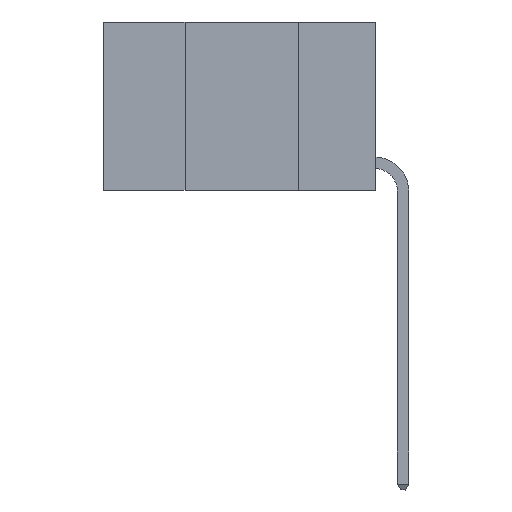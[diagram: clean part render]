
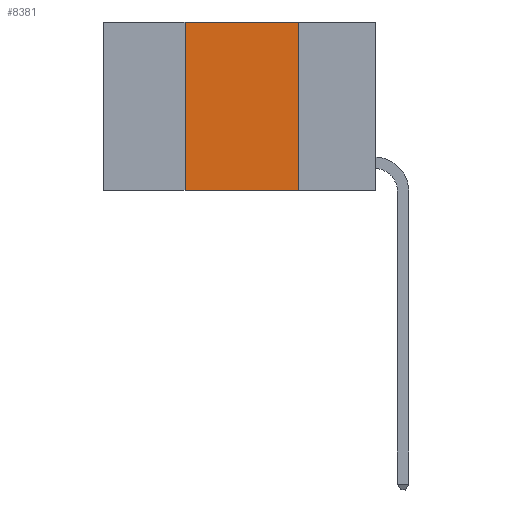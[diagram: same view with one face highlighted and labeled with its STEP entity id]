
A CAD part, left-side view. The second image highlights one B-rep face of the part: STEP entity #8381.
In plain terms, the highlighted planar face has unit normal (-1, 0, 0).
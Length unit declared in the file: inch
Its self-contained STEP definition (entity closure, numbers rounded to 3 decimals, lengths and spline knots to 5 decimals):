
#313 = VECTOR ( 'NONE', #13921, 39.37008 ) ;
#334 = EDGE_CURVE ( 'NONE', #8504, #12022, #11289, .T. ) ;
#1741 = CARTESIAN_POINT ( 'NONE',  ( 0., 0.17, -0.37 ) ) ;
#1805 = CARTESIAN_POINT ( 'NONE',  ( 0., 0.17, 0. ) ) ;
#2129 = VERTEX_POINT ( 'NONE', #1741 ) ;
#2330 = EDGE_LOOP ( 'NONE', ( #14451, #11866, #14620, #15192 ) ) ;
#2535 = VERTEX_POINT ( 'NONE', #11619 ) ;
#3076 = DIRECTION ( 'NONE',  ( 0., 0., -1. ) ) ;
#3373 = CARTESIAN_POINT ( 'NONE',  ( 0., 0.6, 0. ) ) ;
#3810 = CARTESIAN_POINT ( 'NONE',  ( 0., 0.42, 0. ) ) ;
#4549 = VECTOR ( 'NONE', #11653, 39.37008 ) ;
#5068 = VECTOR ( 'NONE', #15770, 39.37008 ) ;
#5656 = CARTESIAN_POINT ( 'NONE',  ( 0., 0.6, -0.37 ) ) ;
#5883 = DIRECTION ( 'NONE',  ( 1., 0., 0. ) ) ;
#6428 = CARTESIAN_POINT ( 'NONE',  ( 0., 0.17, 0. ) ) ;
#6724 = VECTOR ( 'NONE', #3076, 39.37008 ) ;
#8381 = ADVANCED_FACE ( 'NONE', ( #11460 ), #13473, .F. ) ;
#8504 = VERTEX_POINT ( 'NONE', #16203 ) ;
#9698 = EDGE_CURVE ( 'NONE', #2535, #2129, #11410, .T. ) ;
#9954 = LINE ( 'NONE', #3810, #313 ) ;
#11289 = LINE ( 'NONE', #12271, #4549 ) ;
#11410 = LINE ( 'NONE', #5656, #5068 ) ;
#11417 = EDGE_CURVE ( 'NONE', #2535, #8504, #9954, .T. ) ;
#11460 = FACE_OUTER_BOUND ( 'NONE', #2330, .T. ) ;
#11619 = CARTESIAN_POINT ( 'NONE',  ( 0., 0.42, -0.37 ) ) ;
#11653 = DIRECTION ( 'NONE',  ( 0., -1., 0. ) ) ;
#11866 = ORIENTED_EDGE ( 'NONE', *, *, #334, .F. ) ;
#12022 = VERTEX_POINT ( 'NONE', #6428 ) ;
#12242 = EDGE_CURVE ( 'NONE', #12022, #2129, #13460, .T. ) ;
#12271 = CARTESIAN_POINT ( 'NONE',  ( 0., 0.6, 0. ) ) ;
#13460 = LINE ( 'NONE', #1805, #6724 ) ;
#13473 = PLANE ( 'NONE',  #14756 ) ;
#13921 = DIRECTION ( 'NONE',  ( 0., 0., 1. ) ) ;
#14451 = ORIENTED_EDGE ( 'NONE', *, *, #12242, .F. ) ;
#14620 = ORIENTED_EDGE ( 'NONE', *, *, #11417, .F. ) ;
#14740 = DIRECTION ( 'NONE',  ( 0., 0., -1. ) ) ;
#14756 = AXIS2_PLACEMENT_3D ( 'NONE', #3373, #5883, #14740 ) ;
#15192 = ORIENTED_EDGE ( 'NONE', *, *, #9698, .T. ) ;
#15770 = DIRECTION ( 'NONE',  ( 0., -1., 0. ) ) ;
#16203 = CARTESIAN_POINT ( 'NONE',  ( 0., 0.42, 0. ) ) ;
